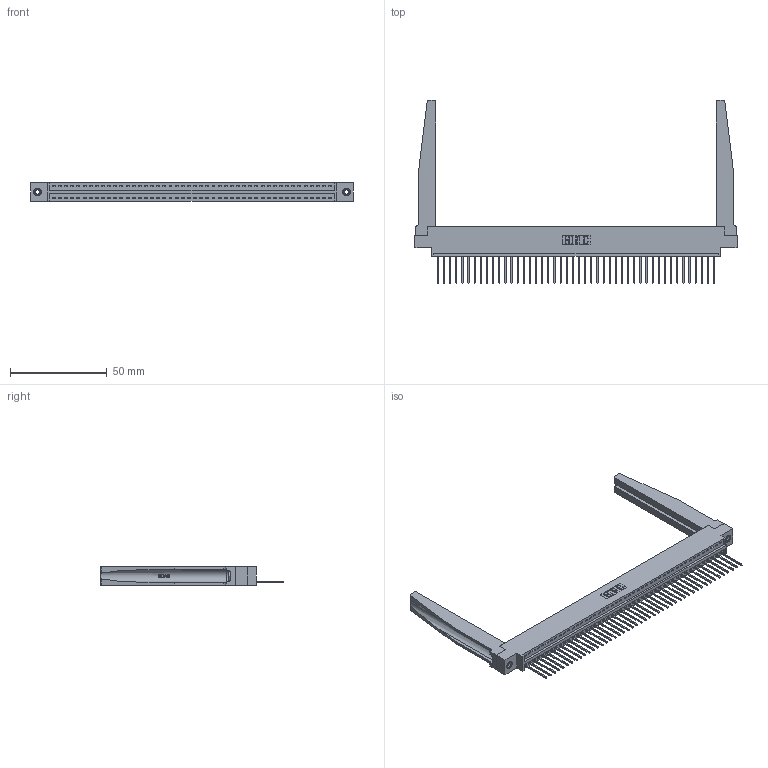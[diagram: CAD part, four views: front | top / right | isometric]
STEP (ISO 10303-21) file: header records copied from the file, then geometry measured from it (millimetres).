
FILE_DESCRIPTION (( 'STEP AP203' ), '1' );
FILE_NAME ('396-046-540-678.STEP', '2019-10-28T03:34:57', ( '' ), ( '' ), 'SwSTEP 2.0', 'SolidWorks 2016', '' );
FILE_SCHEMA (( 'CONFIG_CONTROL_DESIGN' ));
Length unit declared in the file: inch
Products named in the file (5): 345-292-001_345-293-140; 346-220-078_345-220-078; 346 Part_0.170 Offset - 0.156 Dia-TH; 345-250-001_345-250-001-102; 396-046-540-678
Assembly tree (51 placements, depth 2):
  396-046-540-678
    346 Part_0.170 Offset - 0.156 Dia-TH
    345-292-001_345-293-140  x46
    346-220-078_345-220-078  x2
    345-250-001_345-250-001-102  x2
Bounding box: 166.62 x 94.74 x 9.4 mm (x, y, z)
Volume: 22793.7 mm3; surface area: 27052.4 mm2
Topology: 51 solids, 51 shells, 3028 faces, 9045 edges, 5958 vertices
Faces by surface type: plane 2062, cylinder 914, bspline 36, cone 12, torus 4
Entity records: 32908 total; most frequent: CARTESIAN_POINT 6553, ORIENTED_EDGE 5422, DIRECTION 4761, EDGE_CURVE 2711, LINE 2301, VECTOR 2301, VERTEX_POINT 1800, AXIS2_PLACEMENT_3D 1230
